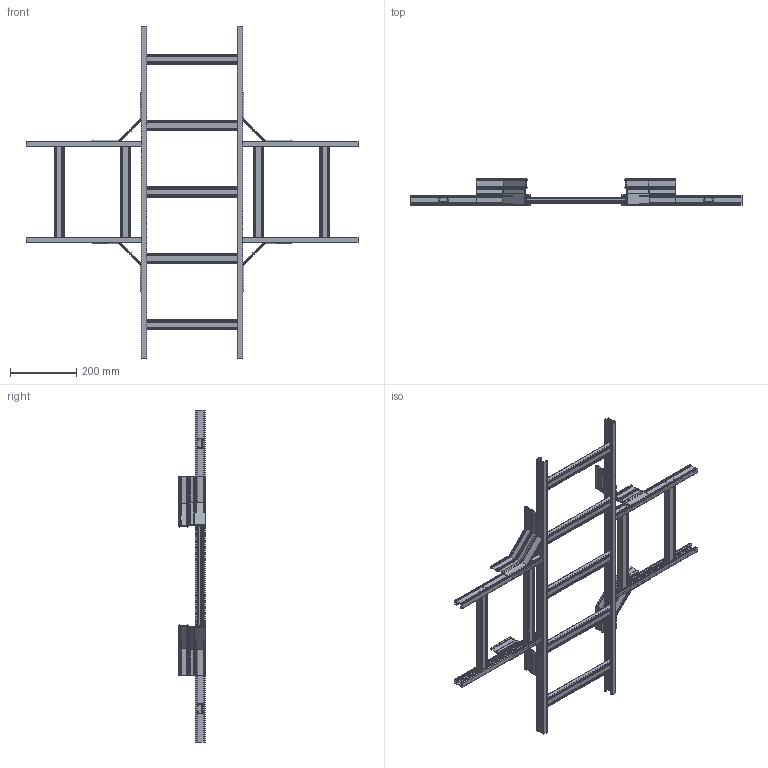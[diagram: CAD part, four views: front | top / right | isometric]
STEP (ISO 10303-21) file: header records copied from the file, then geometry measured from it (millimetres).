
FILE_DESCRIPTION (( 'STEP AP203' ), '1' );
FILE_NAME ('Õ-îòâîä 300ìì.STEP', '2025-05-06T13:46:53', ( '' ), ( '' ), 'SwSTEP 2.0', 'SolidWorks 2022', '' );
FILE_SCHEMA (( 'CONFIG_CONTROL_DESIGN' ));
Length unit declared in the file: millimetre
Products named in the file (7): Стенка для Х-отвода левый; Х-отвод 300мм; Стенка для Х-отвода центр; Стенка для Х-отвода правый; С-профиль для Х-отвода 1м; С-профиль для Х-отвода 300мм; С-профиль для Х-отвода 346.5мм
Assembly tree (27 placements, depth 2):
  Х-отвод 300мм
    С-профиль для Х-отвода 1м  x2
    С-профиль для Х-отвода 300мм  x9
    С-профиль для Х-отвода 346.5мм  x4
    Стенка для Х-отвода центр  x4
    Стенка для Х-отвода левый  x4
    Стенка для Х-отвода правый  x4
Bounding box: 1000 x 81 x 1000 mm (x, y, z)
Volume: 1204406.4 mm3; surface area: 1188295.3 mm2
Topology: 27 solids, 27 shells, 2082 faces, 6084 edges, 4056 vertices
Faces by surface type: cylinder 1218, plane 864
Entity records: 16836 total; most frequent: CARTESIAN_POINT 3348, ORIENTED_EDGE 2718, DIRECTION 2503, EDGE_CURVE 1359, VERTEX_POINT 906, AXIS2_PLACEMENT_3D 845, VECTOR 813, LINE 813
